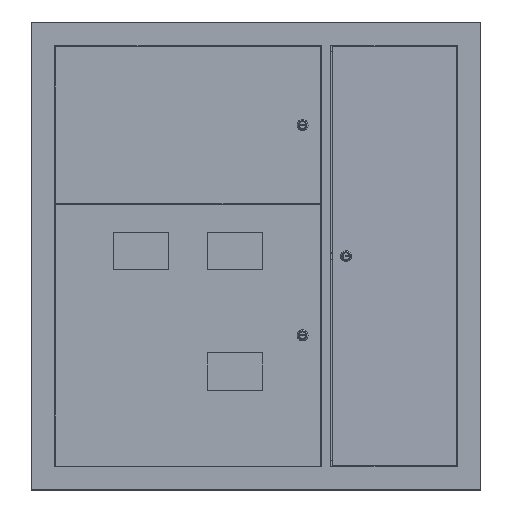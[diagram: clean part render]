
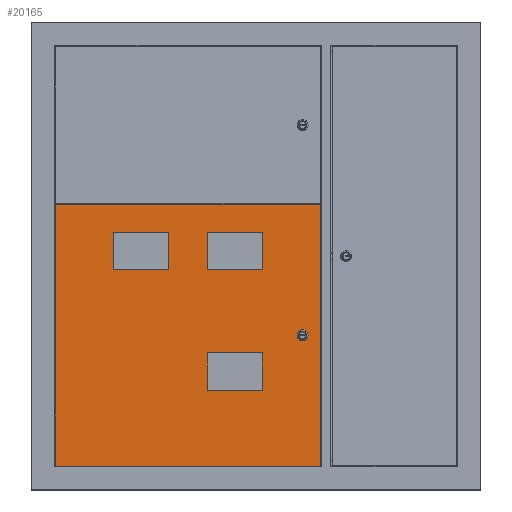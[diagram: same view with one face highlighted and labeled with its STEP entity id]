
A CAD part, top view. The second image highlights one B-rep face of the part: STEP entity #20165.
In plain terms, the highlighted face is planar.
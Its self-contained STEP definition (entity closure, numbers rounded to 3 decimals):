
#1013 = ORIENTED_EDGE ( 'NONE', *, *, #65074, .F. ) ;
#2087 = VECTOR ( 'NONE', #47932, 1000. ) ;
#3294 = LINE ( 'NONE', #92014, #93560 ) ;
#4665 = DIRECTION ( 'NONE',  ( 0., -1., 0. ) ) ;
#4819 = DIRECTION ( 'NONE',  ( -1., 0., 0. ) ) ;
#4822 = LINE ( 'NONE', #91571, #2087 ) ;
#4974 = CARTESIAN_POINT ( 'NONE',  ( -283., -279.5, 1. ) ) ;
#5366 = VECTOR ( 'NONE', #7276, 1000. ) ;
#7276 = DIRECTION ( 'NONE',  ( -1., 0., 0. ) ) ;
#7770 = CARTESIAN_POINT ( 'NONE',  ( 41., 220., 1. ) ) ;
#9130 = CARTESIAN_POINT ( 'NONE',  ( 41., -117.5, 1. ) ) ;
#9396 = DIRECTION ( 'NONE',  ( 0., 0., 1. ) ) ;
#13503 = EDGE_CURVE ( 'NONE', #68353, #38090, #44932, .T. ) ;
#14671 = EDGE_CURVE ( 'NONE', #77009, #112058, #21845, .T. ) ;
#14961 = EDGE_CURVE ( 'NONE', #89907, #68353, #96955, .T. ) ;
#15347 = EDGE_LOOP ( 'NONE', ( #48087, #79663, #36997, #83392 ) ) ;
#15667 = VERTEX_POINT ( 'NONE', #69914 ) ;
#16497 = CARTESIAN_POINT ( 'NONE',  ( 41., 220., 1. ) ) ;
#17064 = ORIENTED_EDGE ( 'NONE', *, *, #13503, .T. ) ;
#17378 = CARTESIAN_POINT ( 'NONE',  ( 252.5, 0., 1. ) ) ;
#17409 = DIRECTION ( 'NONE',  ( 1., 0., 0. ) ) ;
#17621 = CARTESIAN_POINT ( 'NONE',  ( 41., 140., 1. ) ) ;
#18234 = FACE_BOUND ( 'NONE', #95608, .T. ) ;
#19047 = CARTESIAN_POINT ( 'NONE',  ( 159., -37.5, 1. ) ) ;
#19066 = VERTEX_POINT ( 'NONE', #96140 ) ;
#19250 = VERTEX_POINT ( 'NONE', #98364 ) ;
#19771 = VERTEX_POINT ( 'NONE', #106095 ) ;
#20165 = ADVANCED_FACE ( 'NONE', ( #88115, #108282, #64914, #18234, #41471 ), #24030, .T. ) ;
#20940 = DIRECTION ( 'NONE',  ( 0., 1., 0. ) ) ;
#21658 = AXIS2_PLACEMENT_3D ( 'NONE', #61923, #9396, #70692 ) ;
#21845 = LINE ( 'NONE', #55793, #111834 ) ;
#22130 = CARTESIAN_POINT ( 'NONE',  ( -159., 220., 1. ) ) ;
#24030 = PLANE ( 'NONE',  #55680 ) ;
#24583 = AXIS2_PLACEMENT_3D ( 'NONE', #81869, #29390, #90610 ) ;
#25669 = VERTEX_POINT ( 'NONE', #61758 ) ;
#25811 = ORIENTED_EDGE ( 'NONE', *, *, #14961, .T. ) ;
#26383 = EDGE_CURVE ( 'NONE', #69063, #61949, #79039, .T. ) ;
#26415 = DIRECTION ( 'NONE',  ( 1., 0., 0. ) ) ;
#26841 = EDGE_CURVE ( 'NONE', #15667, #50719, #37805, .T. ) ;
#27561 = EDGE_CURVE ( 'NONE', #61949, #25669, #4822, .T. ) ;
#27949 = ORIENTED_EDGE ( 'NONE', *, *, #80113, .F. ) ;
#28818 = ORIENTED_EDGE ( 'NONE', *, *, #26383, .F. ) ;
#29352 = CARTESIAN_POINT ( 'NONE',  ( 159., 140., 1. ) ) ;
#29390 = DIRECTION ( 'NONE',  ( 0., 0., 1. ) ) ;
#30305 = CARTESIAN_POINT ( 'NONE',  ( -283., 279.5, 1. ) ) ;
#30572 = LINE ( 'NONE', #78688, #44248 ) ;
#32434 = VECTOR ( 'NONE', #48933, 1000. ) ;
#32465 = DIRECTION ( 'NONE',  ( 0., 0., 1. ) ) ;
#32672 = ORIENTED_EDGE ( 'NONE', *, *, #95529, .T. ) ;
#33074 = LINE ( 'NONE', #112764, #35801 ) ;
#33252 = CARTESIAN_POINT ( 'NONE',  ( 41., -37.5, 1. ) ) ;
#33640 = CARTESIAN_POINT ( 'NONE',  ( 159., 220., 1. ) ) ;
#33889 = EDGE_CURVE ( 'NONE', #83540, #19771, #92401, .T. ) ;
#35801 = VECTOR ( 'NONE', #60831, 1000. ) ;
#36046 = EDGE_CURVE ( 'NONE', #85239, #83540, #109163, .T. ) ;
#36543 = CARTESIAN_POINT ( 'NONE',  ( -159., 140., 1. ) ) ;
#36997 = ORIENTED_EDGE ( 'NONE', *, *, #108370, .F. ) ;
#37392 = VECTOR ( 'NONE', #68837, 1000. ) ;
#37564 = LINE ( 'NONE', #16497, #104397 ) ;
#37805 = CIRCLE ( 'NONE', #24583, 7.5 ) ;
#38090 = VERTEX_POINT ( 'NONE', #41773 ) ;
#39077 = DIRECTION ( 'NONE',  ( -1., 0., 0. ) ) ;
#39615 = VECTOR ( 'NONE', #26415, 1000. ) ;
#40350 = VECTOR ( 'NONE', #39077, 1000. ) ;
#41471 = FACE_BOUND ( 'NONE', #81923, .T. ) ;
#41773 = CARTESIAN_POINT ( 'NONE',  ( 283., 279.5, 1. ) ) ;
#42482 = DIRECTION ( 'NONE',  ( 0., -1., 0. ) ) ;
#44248 = VECTOR ( 'NONE', #17409, 1000. ) ;
#44932 = LINE ( 'NONE', #88971, #65639 ) ;
#44946 = CARTESIAN_POINT ( 'NONE',  ( 41., 140., 1. ) ) ;
#45234 = DIRECTION ( 'NONE',  ( 0., 1., 0. ) ) ;
#47932 = DIRECTION ( 'NONE',  ( 1., 0., 0. ) ) ;
#47933 = EDGE_LOOP ( 'NONE', ( #73706, #76719 ) ) ;
#48087 = ORIENTED_EDGE ( 'NONE', *, *, #72728, .F. ) ;
#48933 = DIRECTION ( 'NONE',  ( 0., -1., 0. ) ) ;
#50719 = VERTEX_POINT ( 'NONE', #17378 ) ;
#50966 = CARTESIAN_POINT ( 'NONE',  ( -41., 140., 1. ) ) ;
#51239 = DIRECTION ( 'NONE',  ( 0., 1., 0. ) ) ;
#54294 = VERTEX_POINT ( 'NONE', #36543 ) ;
#55142 = LINE ( 'NONE', #109137, #98759 ) ;
#55680 = AXIS2_PLACEMENT_3D ( 'NONE', #85350, #32465, #93998 ) ;
#55793 = CARTESIAN_POINT ( 'NONE',  ( -41., 220., 1. ) ) ;
#57427 = DIRECTION ( 'NONE',  ( 1., 0., 0. ) ) ;
#59844 = VECTOR ( 'NONE', #89120, 1000. ) ;
#60831 = DIRECTION ( 'NONE',  ( 0., -1., 0. ) ) ;
#61758 = CARTESIAN_POINT ( 'NONE',  ( 159., -117.5, 1. ) ) ;
#61923 = CARTESIAN_POINT ( 'NONE',  ( 245., 0., 1. ) ) ;
#61949 = VERTEX_POINT ( 'NONE', #9130 ) ;
#64229 = EDGE_CURVE ( 'NONE', #50719, #15667, #81462, .T. ) ;
#64914 = FACE_BOUND ( 'NONE', #47933, .T. ) ;
#65074 = EDGE_CURVE ( 'NONE', #19250, #69063, #90217, .T. ) ;
#65236 = ORIENTED_EDGE ( 'NONE', *, *, #108693, .F. ) ;
#65639 = VECTOR ( 'NONE', #45234, 1000. ) ;
#68353 = VERTEX_POINT ( 'NONE', #110799 ) ;
#68837 = DIRECTION ( 'NONE',  ( -1., 0., 0. ) ) ;
#69063 = VERTEX_POINT ( 'NONE', #69386 ) ;
#69218 = VECTOR ( 'NONE', #51239, 1000. ) ;
#69386 = CARTESIAN_POINT ( 'NONE',  ( 41., -37.5, 1. ) ) ;
#69914 = CARTESIAN_POINT ( 'NONE',  ( 237.5, 0., 1. ) ) ;
#70692 = DIRECTION ( 'NONE',  ( 1., 0., 0. ) ) ;
#72640 = ORIENTED_EDGE ( 'NONE', *, *, #79061, .F. ) ;
#72728 = EDGE_CURVE ( 'NONE', #54294, #77009, #30572, .T. ) ;
#73706 = ORIENTED_EDGE ( 'NONE', *, *, #64229, .F. ) ;
#73865 = VECTOR ( 'NONE', #57427, 1000. ) ;
#76719 = ORIENTED_EDGE ( 'NONE', *, *, #26841, .F. ) ;
#77009 = VERTEX_POINT ( 'NONE', #50966 ) ;
#78161 = ORIENTED_EDGE ( 'NONE', *, *, #33889, .F. ) ;
#78688 = CARTESIAN_POINT ( 'NONE',  ( -159., 140., 1. ) ) ;
#79039 = LINE ( 'NONE', #101211, #32434 ) ;
#79061 = EDGE_CURVE ( 'NONE', #25669, #19250, #85834, .T. ) ;
#79663 = ORIENTED_EDGE ( 'NONE', *, *, #81502, .F. ) ;
#80113 = EDGE_CURVE ( 'NONE', #100265, #85239, #37564, .T. ) ;
#81462 = CIRCLE ( 'NONE', #21658, 7.5 ) ;
#81502 = EDGE_CURVE ( 'NONE', #90041, #54294, #33074, .T. ) ;
#81869 = CARTESIAN_POINT ( 'NONE',  ( 245., 0., 1. ) ) ;
#81923 = EDGE_LOOP ( 'NONE', ( #97290, #28818, #1013, #72640 ) ) ;
#83392 = ORIENTED_EDGE ( 'NONE', *, *, #14671, .F. ) ;
#83540 = VERTEX_POINT ( 'NONE', #29352 ) ;
#83839 = CARTESIAN_POINT ( 'NONE',  ( -41., 220., 1. ) ) ;
#85121 = ORIENTED_EDGE ( 'NONE', *, *, #109679, .T. ) ;
#85239 = VERTEX_POINT ( 'NONE', #44946 ) ;
#85350 = CARTESIAN_POINT ( 'NONE',  ( 0., 0., 1. ) ) ;
#85834 = LINE ( 'NONE', #19047, #59844 ) ;
#87028 = LINE ( 'NONE', #30305, #40350 ) ;
#88115 = FACE_BOUND ( 'NONE', #15347, .T. ) ;
#88971 = CARTESIAN_POINT ( 'NONE',  ( 283., 279.5, 1. ) ) ;
#89120 = DIRECTION ( 'NONE',  ( 0., 1., 0. ) ) ;
#89907 = VERTEX_POINT ( 'NONE', #107177 ) ;
#90041 = VERTEX_POINT ( 'NONE', #22130 ) ;
#90217 = LINE ( 'NONE', #33252, #5366 ) ;
#90610 = DIRECTION ( 'NONE',  ( 1., 0., 0. ) ) ;
#91571 = CARTESIAN_POINT ( 'NONE',  ( 41., -117.5, 1. ) ) ;
#92014 = CARTESIAN_POINT ( 'NONE',  ( -159., 220., 1. ) ) ;
#92401 = LINE ( 'NONE', #33640, #69218 ) ;
#93560 = VECTOR ( 'NONE', #4819, 1000. ) ;
#93975 = ORIENTED_EDGE ( 'NONE', *, *, #36046, .F. ) ;
#93998 = DIRECTION ( 'NONE',  ( 1., 0., 0. ) ) ;
#95529 = EDGE_CURVE ( 'NONE', #38090, #19066, #87028, .T. ) ;
#95608 = EDGE_LOOP ( 'NONE', ( #93975, #27949, #65236, #78161 ) ) ;
#96140 = CARTESIAN_POINT ( 'NONE',  ( -283., 279.5, 1. ) ) ;
#96955 = LINE ( 'NONE', #4974, #73865 ) ;
#97290 = ORIENTED_EDGE ( 'NONE', *, *, #27561, .F. ) ;
#98364 = CARTESIAN_POINT ( 'NONE',  ( 159., -37.5, 1. ) ) ;
#98759 = VECTOR ( 'NONE', #4665, 1000. ) ;
#100265 = VERTEX_POINT ( 'NONE', #7770 ) ;
#101211 = CARTESIAN_POINT ( 'NONE',  ( 41., -37.5, 1. ) ) ;
#104397 = VECTOR ( 'NONE', #42482, 1000. ) ;
#105022 = EDGE_LOOP ( 'NONE', ( #85121, #25811, #17064, #32672 ) ) ;
#106095 = CARTESIAN_POINT ( 'NONE',  ( 159., 220., 1. ) ) ;
#106943 = LINE ( 'NONE', #112005, #37392 ) ;
#107177 = CARTESIAN_POINT ( 'NONE',  ( -283., -279.5, 1. ) ) ;
#108282 = FACE_OUTER_BOUND ( 'NONE', #105022, .T. ) ;
#108370 = EDGE_CURVE ( 'NONE', #112058, #90041, #3294, .T. ) ;
#108693 = EDGE_CURVE ( 'NONE', #19771, #100265, #106943, .T. ) ;
#109137 = CARTESIAN_POINT ( 'NONE',  ( -283., 279.5, 1. ) ) ;
#109163 = LINE ( 'NONE', #17621, #39615 ) ;
#109679 = EDGE_CURVE ( 'NONE', #19066, #89907, #55142, .T. ) ;
#110799 = CARTESIAN_POINT ( 'NONE',  ( 283., -279.5, 1. ) ) ;
#111834 = VECTOR ( 'NONE', #20940, 1000. ) ;
#112005 = CARTESIAN_POINT ( 'NONE',  ( 41., 220., 1. ) ) ;
#112058 = VERTEX_POINT ( 'NONE', #83839 ) ;
#112764 = CARTESIAN_POINT ( 'NONE',  ( -159., 220., 1. ) ) ;
